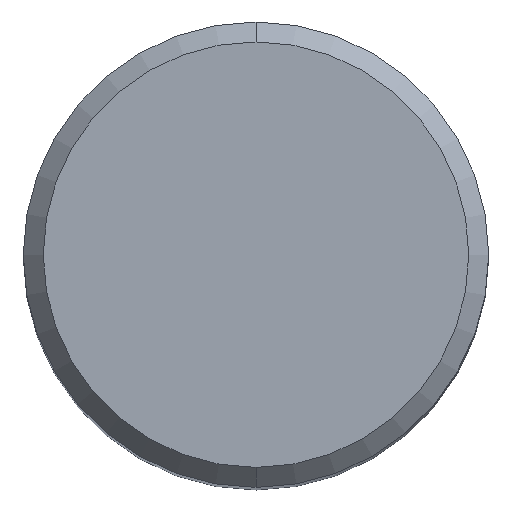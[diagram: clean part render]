
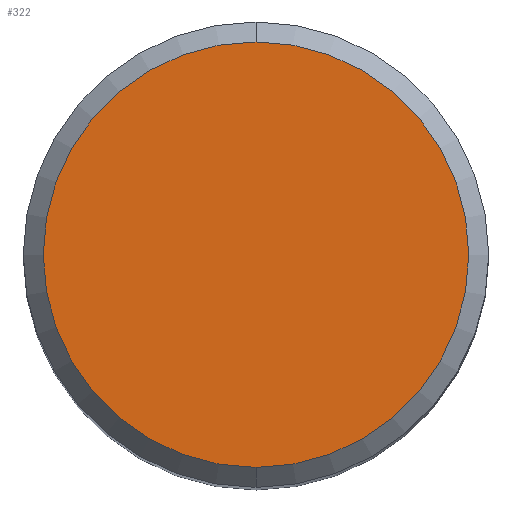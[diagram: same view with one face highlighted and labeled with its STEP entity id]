
A CAD part, top view. The second image highlights one B-rep face of the part: STEP entity #322.
In plain terms, the highlighted planar face has unit normal (0, 0, 1).
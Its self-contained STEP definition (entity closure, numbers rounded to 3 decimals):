
#176=VERTEX_POINT('',#478);
#208=EDGE_CURVE('',#386,#176,#514,.T.);
#216=EDGE_CURVE('',#176,#386,#524,.T.);
#322=ADVANCED_FACE('',(#639),#640,.T.);
#386=VERTEX_POINT('',#711);
#478=CARTESIAN_POINT('',(0.0,6.4,0.0));
#514=CIRCLE('',#893,6.4);
#524=CIRCLE('',#906,6.4);
#639=FACE_OUTER_BOUND('',#1177,.T.);
#640=PLANE('',#1178);
#711=CARTESIAN_POINT('',(0.,-6.4,0.0));
#893=AXIS2_PLACEMENT_3D('',#1525,#1526,#1527);
#906=AXIS2_PLACEMENT_3D('',#1544,#1545,#1546);
#1177=EDGE_LOOP('',(#1671,#1672));
#1178=AXIS2_PLACEMENT_3D('',#1673,#1674,#1675);
#1525=CARTESIAN_POINT('',(0.0,0.0,0.0));
#1526=DIRECTION('',(0.0,0.0,-1.0));
#1527=DIRECTION('',(0.0,1.0,0.0));
#1544=CARTESIAN_POINT('',(0.0,0.0,0.0));
#1545=DIRECTION('',(0.0,0.0,-1.0));
#1546=DIRECTION('',(0.0,1.0,0.0));
#1671=ORIENTED_EDGE('',*,*,#216,.F.);
#1672=ORIENTED_EDGE('',*,*,#208,.F.);
#1673=CARTESIAN_POINT('',(0.0,3.2,0.0));
#1674=DIRECTION('',(-0.0,0.0,1.0));
#1675=DIRECTION('',(0.0,-1.0,0.0));
